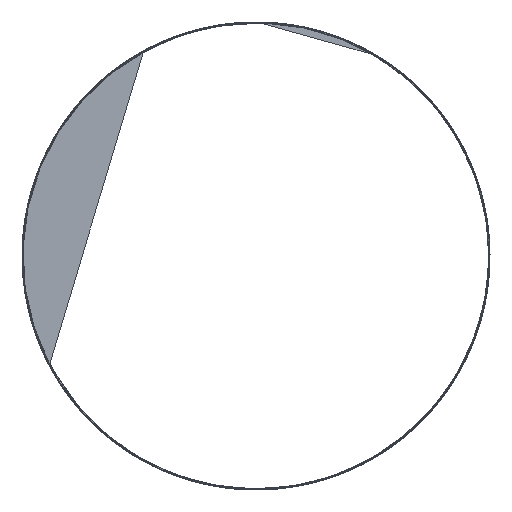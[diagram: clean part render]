
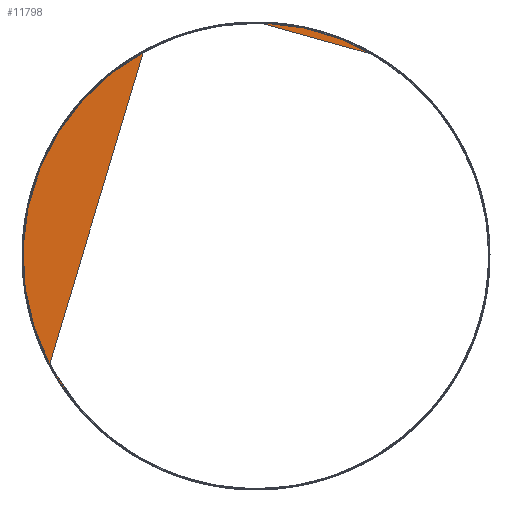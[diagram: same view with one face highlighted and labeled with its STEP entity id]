
A CAD part, front view. The second image highlights one B-rep face of the part: STEP entity #11798.
In plain terms, the highlighted planar face has unit normal (0, -1, 0).
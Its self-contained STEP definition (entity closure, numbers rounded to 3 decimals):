
#197=CARTESIAN_POINT('',(-443.215,0.,-232.617));
#198=VERTEX_POINT('',#197);
#1673=CARTESIAN_POINT('',(-371.441,0.,-335.532));
#1674=VERTEX_POINT('',#1673);
#1675=CARTESIAN_POINT('',(0.0,0.,0.0));
#1676=DIRECTION('',(0.0,1.0,0.0));
#1677=DIRECTION('',(-1.0,0.0,0.0));
#1678=AXIS2_PLACEMENT_3D('',#1675,#1676,#1677);
#1679=CIRCLE('',#1678,500.55);
#1680=EDGE_CURVE('',#198,#1674,#1679,.T.);
#5201=CARTESIAN_POINT('',(-442.772,0.,-232.385));
#5202=VERTEX_POINT('',#5201);
#6677=CARTESIAN_POINT('',(-442.772,0.,-232.385));
#6678=CARTESIAN_POINT('',(-442.846,0.,-232.424));
#6679=CARTESIAN_POINT('',(-442.92,0.,-232.462));
#6680=CARTESIAN_POINT('',(-443.067,0.,-232.54));
#6681=CARTESIAN_POINT('',(-443.141,0.,-232.578));
#6682=CARTESIAN_POINT('',(-443.215,0.,-232.617));
#6683=B_SPLINE_CURVE_WITH_KNOTS('',3,(#6677,#6678,#6679,#6680,#6681,#6682),.UNSPECIFIED.,.F.,.U.,(4,2,4),(-0.05,-0.025,0.0),.UNSPECIFIED.);
#6684=EDGE_CURVE('',#5202,#198,#6683,.T.);
#6696=CARTESIAN_POINT('',(-440.505,0.,-236.654));
#6697=VERTEX_POINT('',#6696);
#8172=CARTESIAN_POINT('',(0.0,0.,0.0));
#8173=DIRECTION('',(0.0,-1.0,0.0));
#8174=DIRECTION('',(-1.0,0.0,0.0));
#8175=AXIS2_PLACEMENT_3D('',#8172,#8173,#8174);
#8176=CIRCLE('',#8175,500.05);
#8177=EDGE_CURVE('',#6697,#5202,#8176,.T.);
#10225=CARTESIAN_POINT('',(-440.946,0.,-236.891));
#10226=VERTEX_POINT('',#10225);
#11701=CARTESIAN_POINT('',(-440.946,0.,-236.891));
#11702=CARTESIAN_POINT('',(-440.872,0.,-236.851));
#11703=CARTESIAN_POINT('',(-440.799,0.,-236.812));
#11704=CARTESIAN_POINT('',(-440.652,0.,-236.733));
#11705=CARTESIAN_POINT('',(-440.579,0.,-236.693));
#11706=CARTESIAN_POINT('',(-440.505,0.,-236.654));
#11707=B_SPLINE_CURVE_WITH_KNOTS('',3,(#11701,#11702,#11703,#11704,#11705,#11706),.UNSPECIFIED.,.F.,.U.,(4,2,4),(-0.05,-0.025,0.0),.UNSPECIFIED.);
#11708=EDGE_CURVE('',#10226,#6697,#11707,.T.);
#11714=CARTESIAN_POINT('',(1000.0,0.,-1000.0));
#11715=DIRECTION('',(0.0,1.0,0.0));
#11716=DIRECTION('',(0.0,0.0,1.0));
#11717=AXIS2_PLACEMENT_3D('',#11714,#11715,#11716);
#11718=PLANE('',#11717);
#11719=ORIENTED_EDGE('',*,*,#1680,.F.);
#11720=ORIENTED_EDGE('',*,*,#6684,.F.);
#11721=ORIENTED_EDGE('',*,*,#8177,.F.);
#11722=ORIENTED_EDGE('',*,*,#11708,.F.);
#11723=CARTESIAN_POINT('',(-441.21,0.,-237.033));
#11724=VERTEX_POINT('',#11723);
#11725=CARTESIAN_POINT('',(-441.21,0.,-237.033));
#11726=CARTESIAN_POINT('',(-441.166,0.,-237.009));
#11727=CARTESIAN_POINT('',(-441.122,0.,-236.985));
#11728=CARTESIAN_POINT('',(-441.034,0.,-236.938));
#11729=CARTESIAN_POINT('',(-440.99,0.,-236.914));
#11730=CARTESIAN_POINT('',(-440.946,0.,-236.891));
#11731=B_SPLINE_CURVE_WITH_KNOTS('',3,(#11725,#11726,#11727,#11728,#11729,#11730),.UNSPECIFIED.,.F.,.U.,(4,2,4),(-0.03,-0.015,0.0),.UNSPECIFIED.);
#11732=EDGE_CURVE('',#11724,#10226,#11731,.T.);
#11733=ORIENTED_EDGE('',*,*,#11732,.F.);
#11734=CARTESIAN_POINT('',(-427.751,0.,-262.837));
#11735=VERTEX_POINT('',#11734);
#11736=CARTESIAN_POINT('',(-427.751,0.,-262.837));
#11737=CARTESIAN_POINT('',(-431.132,0.,-257.334));
#11738=CARTESIAN_POINT('',(-434.501,0.,-251.445));
#11739=CARTESIAN_POINT('',(-439.258,0.,-242.198));
#11740=CARTESIAN_POINT('',(-440.556,0.,-239.366));
#11741=CARTESIAN_POINT('',(-441.119,0.,-237.751));
#11742=CARTESIAN_POINT('',(-441.211,0.,-237.463));
#11743=CARTESIAN_POINT('',(-441.248,0.,-237.213));
#11744=CARTESIAN_POINT('',(-441.253,0.,-237.16));
#11745=CARTESIAN_POINT('',(-441.248,0.,-237.1));
#11746=CARTESIAN_POINT('',(-441.244,0.,-237.083));
#11747=CARTESIAN_POINT('',(-441.235,0.,-237.059));
#11748=CARTESIAN_POINT('',(-441.231,0.,-237.052));
#11749=CARTESIAN_POINT('',(-441.221,0.,-237.04));
#11750=CARTESIAN_POINT('',(-441.216,0.,-237.036));
#11751=CARTESIAN_POINT('',(-441.21,0.,-237.033));
#11752=B_SPLINE_CURVE_WITH_KNOTS('',3,(#11736,#11737,#11738,#11739,#11740,#11741,#11742,#11743,#11744,#11745,#11746,#11747,#11748,#11749,#11750,#11751),.UNSPECIFIED.,.F.,.U.,(4,2,2,2,2,2,2,4),(-0.858,-0.389,-0.075,-0.023,-0.01,-0.005,-0.002,0.0),.UNSPECIFIED.);
#11753=EDGE_CURVE('',#11735,#11724,#11752,.T.);
#11754=ORIENTED_EDGE('',*,*,#11753,.F.);
#11755=CARTESIAN_POINT('',(-391.436,0.,-314.376));
#11756=VERTEX_POINT('',#11755);
#11757=CARTESIAN_POINT('',(0.0,0.,0.0));
#11758=DIRECTION('',(0.0,1.0,0.0));
#11759=DIRECTION('',(-1.0,0.0,0.0));
#11760=AXIS2_PLACEMENT_3D('',#11757,#11758,#11759);
#11761=CIRCLE('',#11760,502.05);
#11762=EDGE_CURVE('',#11756,#11735,#11761,.T.);
#11763=ORIENTED_EDGE('',*,*,#11762,.F.);
#11764=CARTESIAN_POINT('',(-371.664,0.,-335.733));
#11765=VERTEX_POINT('',#11764);
#11766=CARTESIAN_POINT('',(-371.664,0.,-335.733));
#11767=CARTESIAN_POINT('',(-371.667,0.,-335.737));
#11768=CARTESIAN_POINT('',(-371.672,0.,-335.739));
#11769=CARTESIAN_POINT('',(-371.681,0.,-335.744));
#11770=CARTESIAN_POINT('',(-371.686,0.,-335.745));
#11771=CARTESIAN_POINT('',(-371.704,0.,-335.749));
#11772=CARTESIAN_POINT('',(-371.718,0.,-335.749));
#11773=CARTESIAN_POINT('',(-371.764,0.,-335.742));
#11774=CARTESIAN_POINT('',(-371.804,0.,-335.727));
#11775=CARTESIAN_POINT('',(-371.955,0.,-335.656));
#11776=CARTESIAN_POINT('',(-372.094,0.,-335.562));
#11777=CARTESIAN_POINT('',(-372.607,0.,-335.186));
#11778=CARTESIAN_POINT('',(-373.125,0.,-334.725));
#11779=CARTESIAN_POINT('',(-374.735,0.,-333.25));
#11780=CARTESIAN_POINT('',(-376.323,0.,-331.647));
#11781=CARTESIAN_POINT('',(-382.423,0.,-325.215));
#11782=CARTESIAN_POINT('',(-387.148,0.,-319.715));
#11783=CARTESIAN_POINT('',(-391.436,0.,-314.376));
#11784=B_SPLINE_CURVE_WITH_KNOTS('',3,(#11766,#11767,#11768,#11769,#11770,#11771,#11772,#11773,#11774,#11775,#11776,#11777,#11778,#11779,#11780,#11781,#11782,#11783),.UNSPECIFIED.,.F.,.U.,(4,2,2,2,2,2,2,2,4),(-3.121,-3.118,-3.114,-3.105,-3.082,-3.018,-2.803,-2.054,0.0),.UNSPECIFIED.);
#11785=EDGE_CURVE('',#11765,#11756,#11784,.T.);
#11786=ORIENTED_EDGE('',*,*,#11785,.F.);
#11787=CARTESIAN_POINT('',(-371.441,0.,-335.532));
#11788=CARTESIAN_POINT('',(-371.478,0.,-335.566));
#11789=CARTESIAN_POINT('',(-371.515,0.,-335.599));
#11790=CARTESIAN_POINT('',(-371.589,0.,-335.666));
#11791=CARTESIAN_POINT('',(-371.627,0.,-335.7));
#11792=CARTESIAN_POINT('',(-371.664,0.,-335.733));
#11793=B_SPLINE_CURVE_WITH_KNOTS('',3,(#11787,#11788,#11789,#11790,#11791,#11792),.UNSPECIFIED.,.F.,.U.,(4,2,4),(-0.03,-0.015,0.0),.UNSPECIFIED.);
#11794=EDGE_CURVE('',#1674,#11765,#11793,.T.);
#11795=ORIENTED_EDGE('',*,*,#11794,.F.);
#11796=EDGE_LOOP('',(#11719,#11720,#11721,#11722,#11733,#11754,#11763,#11786,#11795));
#11797=FACE_OUTER_BOUND('',#11796,.T.);
#11798=ADVANCED_FACE('',(#11797),#11718,.F.);
